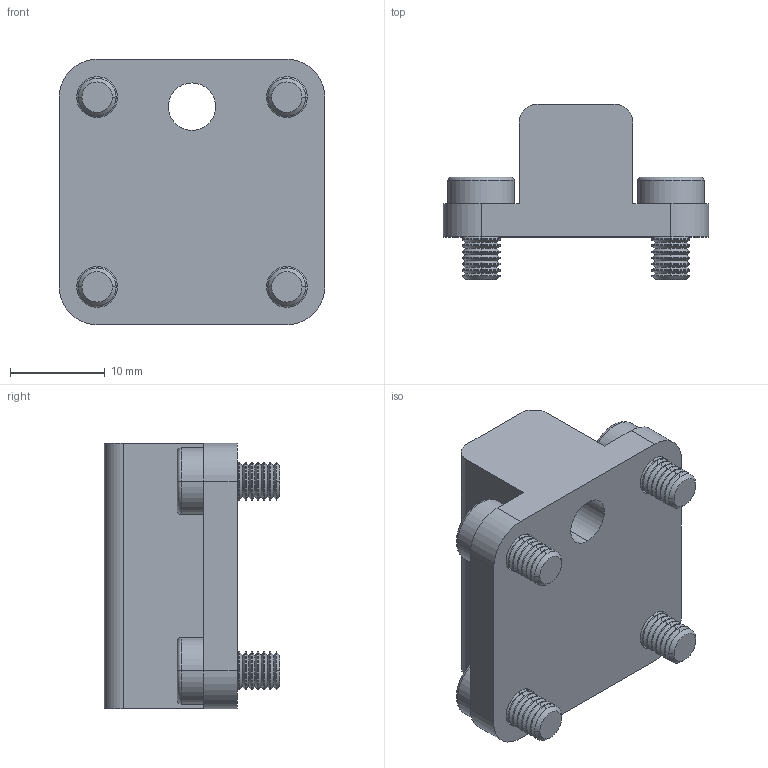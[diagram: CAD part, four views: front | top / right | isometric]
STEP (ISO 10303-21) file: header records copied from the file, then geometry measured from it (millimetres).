
FILE_DESCRIPTION (( 'STEP AP214' ), '1' );
FILE_NAME ('0186-1494_210903_RS02-70-BF1.STEP', '2021-09-03T09:39:41', ( '' ), ( '' ), 'SwSTEP 2.0', 'SolidWorks 2021', '' );
FILE_SCHEMA (( 'AUTOMOTIVE_DESIGN' ));
Length unit declared in the file: millimetre
Products named in the file (3): 0186-1494_210903_RS02-70-BF1; 0230-0384_Zyl.-Schr_I-6kt_n-K_M4x8_8.8_v-b; 0180-2378_RS02k-70-BF1
Assembly tree (5 placements, depth 2):
  0186-1494_210903_RS02-70-BF1
    0180-2378_RS02k-70-BF1
    0230-0384_Zyl.-Schr_I-6kt_n-K_M4x8_8.8_v-b  x4
Bounding box: 28 x 18.5 x 28 mm (x, y, z)
Volume: 6111 mm3; surface area: 4345.9 mm2
Topology: 5 solids, 5 shells, 346 faces, 874 edges, 537 vertices
Faces by surface type: cone 162, cylinder 98, plane 70, torus 16
Entity records: 3516 total; most frequent: DIRECTION 658, CARTESIAN_POINT 567, ORIENTED_EDGE 552, EDGE_CURVE 276, AXIS2_PLACEMENT_3D 265, VERTEX_POINT 174, CIRCLE 148, VECTOR 128
